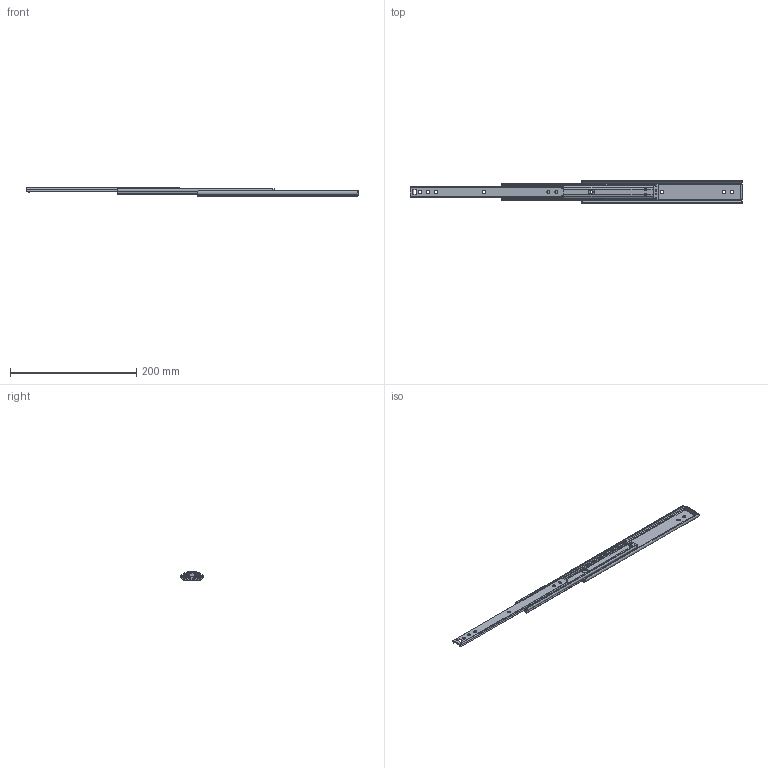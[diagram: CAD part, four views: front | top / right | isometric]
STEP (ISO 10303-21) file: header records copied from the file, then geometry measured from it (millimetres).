
FILE_DESCRIPTION (( 'STEP AP203' ), '1' );
FILE_NAME ('C352-10.STEP', '2021-03-22T04:24:23', ( '' ), ( '' ), 'SwSTEP 2.0', 'SolidWorks 2019', '' );
FILE_SCHEMA (( 'CONFIG_CONTROL_DESIGN' ));
Length unit declared in the file: millimetre
Products named in the file (6): C352-10 OM; C352-10 CM; PN2-1; PN198B; C352-10; C352-10 IM
Assembly tree (5 placements, depth 2):
  C352-10
    C352-10 OM
    C352-10 CM
    PN198B
    PN2-1
    C352-10 IM
Bounding box: 526.1 x 35.3 x 13 mm (x, y, z)
Volume: 44619.4 mm3; surface area: 58334.6 mm2
Topology: 6 solids, 6 shells, 379 faces, 1135 edges, 746 vertices
Faces by surface type: plane 210, cylinder 161, sphere 8
Entity records: 13771 total; most frequent: CARTESIAN_POINT 2758, ORIENTED_EDGE 2254, DIRECTION 2145, EDGE_CURVE 1127, VERTEX_POINT 742, VECTOR 731, LINE 731, AXIS2_PLACEMENT_3D 707
